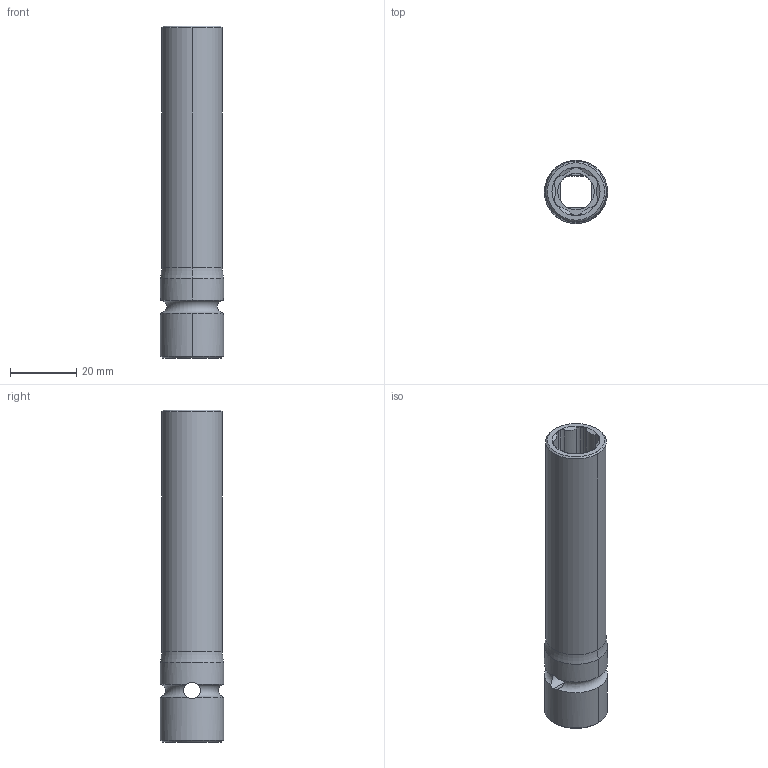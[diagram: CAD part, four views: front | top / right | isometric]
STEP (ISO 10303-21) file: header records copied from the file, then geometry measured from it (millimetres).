
FILE_DESCRIPTION((''),'2;1');
FILE_NAME('4027121312','2023-08-21T16:36:08',('A00565553'),(''),'CREO PARAMETRIC BY PTC INC, 2022414','CREO PARAMETRIC BY PTC INC, 2022414','');
FILE_SCHEMA(('CONFIG_CONTROL_DESIGN','GEOMETRIC_VALIDATION_PROPERTIES_MIM'));
Length unit declared in the file: millimetre
Products named in the file (1): 4027121312
Bounding box: 19 x 19 x 100 mm (x, y, z)
Volume: 15965.4 mm3; surface area: 9856.4 mm2
Topology: 1 solids, 1 shells, 71 faces, 190 edges, 120 vertices
Faces by surface type: cylinder 42, plane 15, cone 10, torus 4
Entity records: 3113 total; most frequent: CARTESIAN_POINT 631, DIRECTION 382, ORIENTED_EDGE 380, PRESENTATION_STYLE_ASSIGNMENT 191, STYLED_ITEM 191, CURVE_STYLE 190, EDGE_CURVE 190, AXIS2_PLACEMENT_3D 157
